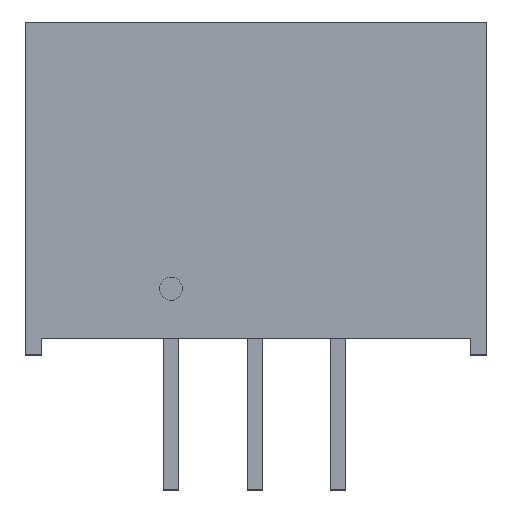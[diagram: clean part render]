
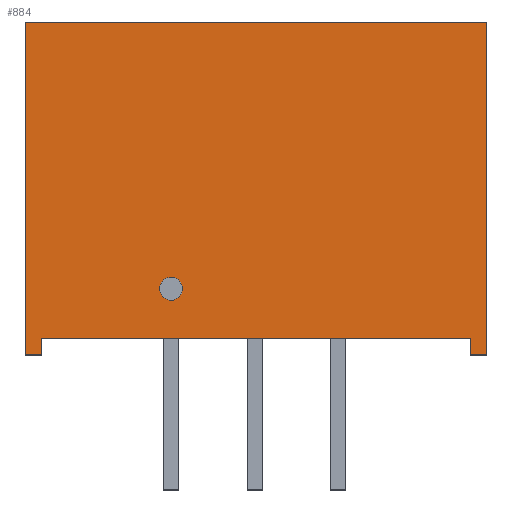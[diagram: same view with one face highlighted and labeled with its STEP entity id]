
A CAD part, top view. The second image highlights one B-rep face of the part: STEP entity #884.
In plain terms, the highlighted planar face has unit normal (0, 0, 1).
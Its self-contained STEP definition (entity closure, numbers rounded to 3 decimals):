
#14 = VECTOR ( 'NONE', #553, 1000. ) ;
#17 = LINE ( 'NONE', #354, #530 ) ;
#22 = VERTEX_POINT ( 'NONE', #563 ) ;
#29 = VERTEX_POINT ( 'NONE', #238 ) ;
#35 = CARTESIAN_POINT ( 'NONE',  ( -2.58, 2., 3.75 ) ) ;
#39 = EDGE_CURVE ( 'NONE', #51, #741, #557, .T. ) ;
#51 = VERTEX_POINT ( 'NONE', #627 ) ;
#61 = EDGE_CURVE ( 'NONE', #741, #915, #474, .T. ) ;
#68 = AXIS2_PLACEMENT_3D ( 'NONE', #35, #192, #110 ) ;
#87 = CARTESIAN_POINT ( 'NONE',  ( -6.5, 0., 3.75 ) ) ;
#88 = LINE ( 'NONE', #252, #595 ) ;
#96 = PLANE ( 'NONE',  #485 ) ;
#110 = DIRECTION ( 'NONE',  ( 1., 0., 0. ) ) ;
#142 = CARTESIAN_POINT ( 'NONE',  ( -7., 0., 3.75 ) ) ;
#165 = ORIENTED_EDGE ( 'NONE', *, *, #730, .T. ) ;
#175 = VERTEX_POINT ( 'NONE', #276 ) ;
#178 = CARTESIAN_POINT ( 'NONE',  ( -7., 10.1, 3.75 ) ) ;
#184 = LINE ( 'NONE', #178, #650 ) ;
#185 = ORIENTED_EDGE ( 'NONE', *, *, #986, .F. ) ;
#192 = DIRECTION ( 'NONE',  ( 0., 0., 1. ) ) ;
#201 = DIRECTION ( 'NONE',  ( 1., 0., 0. ) ) ;
#202 = EDGE_LOOP ( 'NONE', ( #165, #723, #472, #659, #205, #613, #185, #857 ) ) ;
#205 = ORIENTED_EDGE ( 'NONE', *, *, #611, .T. ) ;
#215 = VECTOR ( 'NONE', #1006, 1000. ) ;
#238 = CARTESIAN_POINT ( 'NONE',  ( -2.93, 2., 3.75 ) ) ;
#239 = EDGE_CURVE ( 'NONE', #638, #51, #17, .T. ) ;
#242 = LINE ( 'NONE', #790, #14 ) ;
#252 = CARTESIAN_POINT ( 'NONE',  ( 7., 10.1, 3.75 ) ) ;
#272 = DIRECTION ( 'NONE',  ( 0., -1., 0. ) ) ;
#276 = CARTESIAN_POINT ( 'NONE',  ( 7., 10.1, 3.75 ) ) ;
#301 = EDGE_LOOP ( 'NONE', ( #340, #521 ) ) ;
#308 = CARTESIAN_POINT ( 'NONE',  ( -6.5, 0.5, 3.75 ) ) ;
#330 = CIRCLE ( 'NONE', #948, 0.35 ) ;
#340 = ORIENTED_EDGE ( 'NONE', *, *, #935, .F. ) ;
#354 = CARTESIAN_POINT ( 'NONE',  ( 6.5, 0., 3.75 ) ) ;
#362 = FACE_BOUND ( 'NONE', #301, .T. ) ;
#368 = CARTESIAN_POINT ( 'NONE',  ( 6.5, 0., 3.75 ) ) ;
#373 = LINE ( 'NONE', #379, #750 ) ;
#379 = CARTESIAN_POINT ( 'NONE',  ( -7., 0., 3.75 ) ) ;
#395 = VERTEX_POINT ( 'NONE', #853 ) ;
#396 = DIRECTION ( 'NONE',  ( 0., -1., 0. ) ) ;
#406 = CARTESIAN_POINT ( 'NONE',  ( -6.5, 0.5, 3.75 ) ) ;
#419 = CIRCLE ( 'NONE', #68, 0.35 ) ;
#472 = ORIENTED_EDGE ( 'NONE', *, *, #39, .F. ) ;
#474 = LINE ( 'NONE', #87, #976 ) ;
#485 = AXIS2_PLACEMENT_3D ( 'NONE', #720, #813, #725 ) ;
#491 = DIRECTION ( 'NONE',  ( 0., 1., 0. ) ) ;
#521 = ORIENTED_EDGE ( 'NONE', *, *, #829, .F. ) ;
#530 = VECTOR ( 'NONE', #491, 1000. ) ;
#553 = DIRECTION ( 'NONE',  ( 1., 0., 0. ) ) ;
#557 = LINE ( 'NONE', #308, #215 ) ;
#563 = CARTESIAN_POINT ( 'NONE',  ( 7., 0., 3.75 ) ) ;
#595 = VECTOR ( 'NONE', #860, 1000. ) ;
#596 = DIRECTION ( 'NONE',  ( 0., 0., 1. ) ) ;
#611 = EDGE_CURVE ( 'NONE', #638, #22, #373, .T. ) ;
#613 = ORIENTED_EDGE ( 'NONE', *, *, #760, .F. ) ;
#625 = DIRECTION ( 'NONE',  ( 1., 0., 0. ) ) ;
#627 = CARTESIAN_POINT ( 'NONE',  ( 6.5, 0.5, 3.75 ) ) ;
#638 = VERTEX_POINT ( 'NONE', #368 ) ;
#650 = VECTOR ( 'NONE', #201, 1000. ) ;
#659 = ORIENTED_EDGE ( 'NONE', *, *, #239, .F. ) ;
#676 = FACE_OUTER_BOUND ( 'NONE', #202, .T. ) ;
#720 = CARTESIAN_POINT ( 'NONE',  ( -7., 10.1, 3.75 ) ) ;
#723 = ORIENTED_EDGE ( 'NONE', *, *, #61, .F. ) ;
#725 = DIRECTION ( 'NONE',  ( -1., 0., 0. ) ) ;
#730 = EDGE_CURVE ( 'NONE', #875, #915, #242, .T. ) ;
#741 = VERTEX_POINT ( 'NONE', #406 ) ;
#745 = LINE ( 'NONE', #900, #787 ) ;
#750 = VECTOR ( 'NONE', #625, 1000. ) ;
#759 = CARTESIAN_POINT ( 'NONE',  ( -7., 10.1, 3.75 ) ) ;
#760 = EDGE_CURVE ( 'NONE', #175, #22, #88, .T. ) ;
#787 = VECTOR ( 'NONE', #272, 1000. ) ;
#790 = CARTESIAN_POINT ( 'NONE',  ( -7., 0., 3.75 ) ) ;
#796 = CARTESIAN_POINT ( 'NONE',  ( -6.5, 0., 3.75 ) ) ;
#800 = CARTESIAN_POINT ( 'NONE',  ( -2.58, 2., 3.75 ) ) ;
#813 = DIRECTION ( 'NONE',  ( 0., 0., -1. ) ) ;
#829 = EDGE_CURVE ( 'NONE', #29, #395, #419, .T. ) ;
#853 = CARTESIAN_POINT ( 'NONE',  ( -2.23, 2., 3.75 ) ) ;
#854 = VERTEX_POINT ( 'NONE', #759 ) ;
#857 = ORIENTED_EDGE ( 'NONE', *, *, #901, .T. ) ;
#860 = DIRECTION ( 'NONE',  ( 0., -1., 0. ) ) ;
#875 = VERTEX_POINT ( 'NONE', #142 ) ;
#884 = ADVANCED_FACE ( 'NONE', ( #362, #676 ), #96, .F. ) ;
#888 = DIRECTION ( 'NONE',  ( 1., 0., 0. ) ) ;
#900 = CARTESIAN_POINT ( 'NONE',  ( -7., 10.1, 3.75 ) ) ;
#901 = EDGE_CURVE ( 'NONE', #854, #875, #745, .T. ) ;
#915 = VERTEX_POINT ( 'NONE', #796 ) ;
#935 = EDGE_CURVE ( 'NONE', #395, #29, #330, .T. ) ;
#948 = AXIS2_PLACEMENT_3D ( 'NONE', #800, #596, #888 ) ;
#976 = VECTOR ( 'NONE', #396, 1000. ) ;
#986 = EDGE_CURVE ( 'NONE', #854, #175, #184, .T. ) ;
#1006 = DIRECTION ( 'NONE',  ( -1., 0., 0. ) ) ;
